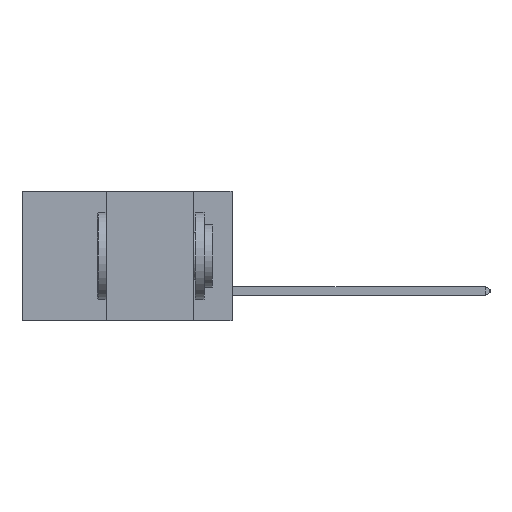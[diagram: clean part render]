
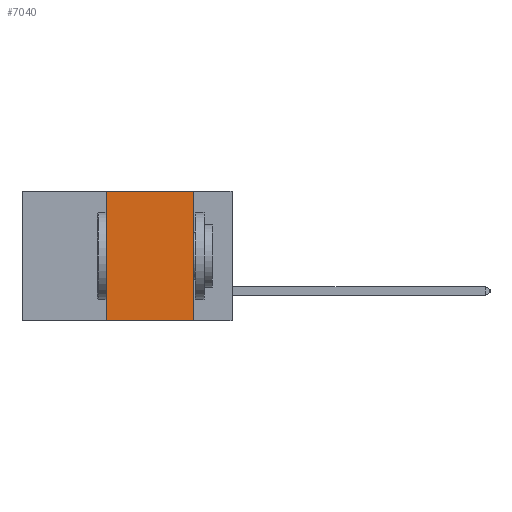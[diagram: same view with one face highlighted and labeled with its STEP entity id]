
A CAD part, left-side view. The second image highlights one B-rep face of the part: STEP entity #7040.
In plain terms, the highlighted planar face has unit normal (-1, 0, 0).
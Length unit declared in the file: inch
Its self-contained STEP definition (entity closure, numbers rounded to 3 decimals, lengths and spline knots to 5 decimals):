
#281 = DIRECTION ( 'NONE',  ( 0., 0., -1. ) ) ;
#322 = DIRECTION ( 'NONE',  ( 0., 0., -1. ) ) ;
#585 = CARTESIAN_POINT ( 'NONE',  ( 0., 0.11, 0. ) ) ;
#611 = EDGE_CURVE ( 'NONE', #5814, #2875, #20531, .T. ) ;
#1082 = VECTOR ( 'NONE', #14199, 39.37008 ) ;
#1369 = ORIENTED_EDGE ( 'NONE', *, *, #19145, .F. ) ;
#2451 = EDGE_CURVE ( 'NONE', #18404, #16575, #15683, .T. ) ;
#2875 = VERTEX_POINT ( 'NONE', #19808 ) ;
#3439 = DIRECTION ( 'NONE',  ( 0., 0., 1. ) ) ;
#3846 = CARTESIAN_POINT ( 'NONE',  ( 0., 0.36, 0. ) ) ;
#4664 = CARTESIAN_POINT ( 'NONE',  ( 0., 0.6, 0. ) ) ;
#5368 = PLANE ( 'NONE',  #15877 ) ;
#5376 = ORIENTED_EDGE ( 'NONE', *, *, #2451, .F. ) ;
#5814 = VERTEX_POINT ( 'NONE', #16813 ) ;
#5857 = ORIENTED_EDGE ( 'NONE', *, *, #611, .F. ) ;
#7040 = ADVANCED_FACE ( 'NONE', ( #7222 ), #5368, .F. ) ;
#7105 = VECTOR ( 'NONE', #281, 39.37008 ) ;
#7222 = FACE_OUTER_BOUND ( 'NONE', #16276, .T. ) ;
#8397 = LINE ( 'NONE', #4664, #10663 ) ;
#10215 = DIRECTION ( 'NONE',  ( 1., 0., 0. ) ) ;
#10649 = ORIENTED_EDGE ( 'NONE', *, *, #10682, .T. ) ;
#10663 = VECTOR ( 'NONE', #15946, 39.37008 ) ;
#10682 = EDGE_CURVE ( 'NONE', #5814, #16575, #14135, .T. ) ;
#12210 = CARTESIAN_POINT ( 'NONE',  ( 0., 0.11, 0. ) ) ;
#14135 = LINE ( 'NONE', #15839, #1082 ) ;
#14199 = DIRECTION ( 'NONE',  ( 0., -1., 0. ) ) ;
#15683 = LINE ( 'NONE', #585, #7105 ) ;
#15765 = CARTESIAN_POINT ( 'NONE',  ( 0., 0.11, -0.37 ) ) ;
#15839 = CARTESIAN_POINT ( 'NONE',  ( 0., 0.6, -0.37 ) ) ;
#15877 = AXIS2_PLACEMENT_3D ( 'NONE', #19829, #10215, #322 ) ;
#15946 = DIRECTION ( 'NONE',  ( 0., -1., 0. ) ) ;
#16273 = VECTOR ( 'NONE', #3439, 39.37008 ) ;
#16276 = EDGE_LOOP ( 'NONE', ( #5376, #1369, #5857, #10649 ) ) ;
#16575 = VERTEX_POINT ( 'NONE', #15765 ) ;
#16813 = CARTESIAN_POINT ( 'NONE',  ( 0., 0.36, -0.37 ) ) ;
#18404 = VERTEX_POINT ( 'NONE', #12210 ) ;
#19145 = EDGE_CURVE ( 'NONE', #2875, #18404, #8397, .T. ) ;
#19808 = CARTESIAN_POINT ( 'NONE',  ( 0., 0.36, 0. ) ) ;
#19829 = CARTESIAN_POINT ( 'NONE',  ( 0., 0.6, 0. ) ) ;
#20531 = LINE ( 'NONE', #3846, #16273 ) ;
